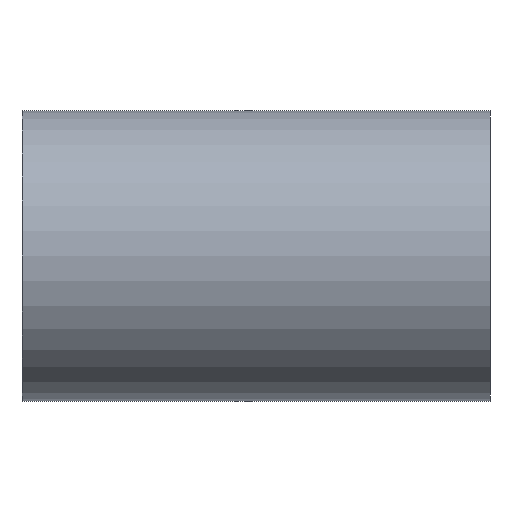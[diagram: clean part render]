
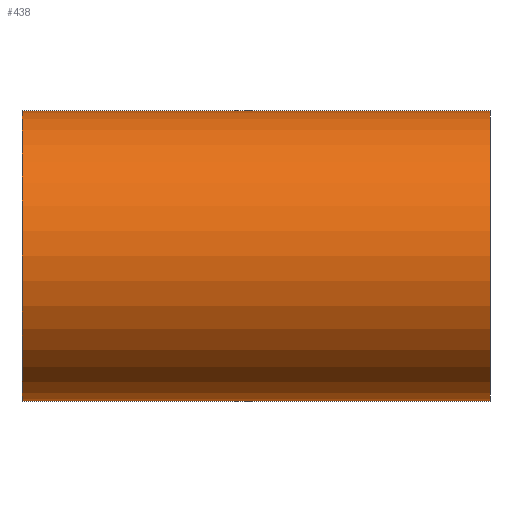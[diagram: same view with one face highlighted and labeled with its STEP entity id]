
A CAD part, left-side view. The second image highlights one B-rep face of the part: STEP entity #438.
In plain terms, the highlighted cylindrical face has radius 25.4 mm (diameter 50.8 mm), a partial arc.
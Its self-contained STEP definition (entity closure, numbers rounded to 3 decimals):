
#31 = DIRECTION ( 'NONE',  ( 0., 1., 0. ) ) ;
#33 = CARTESIAN_POINT ( 'NONE',  ( 0., 161.376, 25.4 ) ) ;
#73 = VERTEX_POINT ( 'NONE', #80 ) ;
#75 = DIRECTION ( 'NONE',  ( 0., 1., 0. ) ) ;
#80 = CARTESIAN_POINT ( 'NONE',  ( 0., 81.7, -25.4 ) ) ;
#103 = VECTOR ( 'NONE', #519, 1000. ) ;
#109 = VERTEX_POINT ( 'NONE', #505 ) ;
#119 = DIRECTION ( 'NONE',  ( 0., 1., 0. ) ) ;
#127 = CIRCLE ( 'NONE', #243, 25.4 ) ;
#139 = ORIENTED_EDGE ( 'NONE', *, *, #415, .F. ) ;
#148 = LINE ( 'NONE', #33, #567 ) ;
#150 = AXIS2_PLACEMENT_3D ( 'NONE', #408, #119, #265 ) ;
#243 = AXIS2_PLACEMENT_3D ( 'NONE', #313, #75, #541 ) ;
#262 = ORIENTED_EDGE ( 'NONE', *, *, #606, .F. ) ;
#265 = DIRECTION ( 'NONE',  ( 0., 0., 1. ) ) ;
#280 = DIRECTION ( 'NONE',  ( 0., 0., 1. ) ) ;
#298 = ORIENTED_EDGE ( 'NONE', *, *, #397, .T. ) ;
#307 = AXIS2_PLACEMENT_3D ( 'NONE', #595, #31, #280 ) ;
#310 = CARTESIAN_POINT ( 'NONE',  ( 0., 0., 25.4 ) ) ;
#313 = CARTESIAN_POINT ( 'NONE',  ( 0., 81.7, 0. ) ) ;
#343 = VERTEX_POINT ( 'NONE', #310 ) ;
#390 = FACE_OUTER_BOUND ( 'NONE', #574, .T. ) ;
#397 = EDGE_CURVE ( 'NONE', #553, #343, #603, .T. ) ;
#408 = CARTESIAN_POINT ( 'NONE',  ( 0., 0., 0. ) ) ;
#415 = EDGE_CURVE ( 'NONE', #73, #109, #127, .T. ) ;
#436 = EDGE_CURVE ( 'NONE', #343, #109, #148, .T. ) ;
#438 = ADVANCED_FACE ( 'NONE', ( #390 ), #530, .T. ) ;
#466 = DIRECTION ( 'NONE',  ( 0., 1., 0. ) ) ;
#505 = CARTESIAN_POINT ( 'NONE',  ( 0., 81.7, 25.4 ) ) ;
#519 = DIRECTION ( 'NONE',  ( 0., 1., 0. ) ) ;
#521 = CARTESIAN_POINT ( 'NONE',  ( 0., 0., -25.4 ) ) ;
#530 = CYLINDRICAL_SURFACE ( 'NONE', #307, 25.4 ) ;
#541 = DIRECTION ( 'NONE',  ( 0., 0., 1. ) ) ;
#553 = VERTEX_POINT ( 'NONE', #521 ) ;
#567 = VECTOR ( 'NONE', #466, 1000. ) ;
#569 = CARTESIAN_POINT ( 'NONE',  ( 0., 161.376, -25.4 ) ) ;
#572 = ORIENTED_EDGE ( 'NONE', *, *, #436, .T. ) ;
#574 = EDGE_LOOP ( 'NONE', ( #262, #298, #572, #139 ) ) ;
#575 = LINE ( 'NONE', #569, #103 ) ;
#595 = CARTESIAN_POINT ( 'NONE',  ( 0., 161.376, 0. ) ) ;
#603 = CIRCLE ( 'NONE', #150, 25.4 ) ;
#606 = EDGE_CURVE ( 'NONE', #553, #73, #575, .T. ) ;
